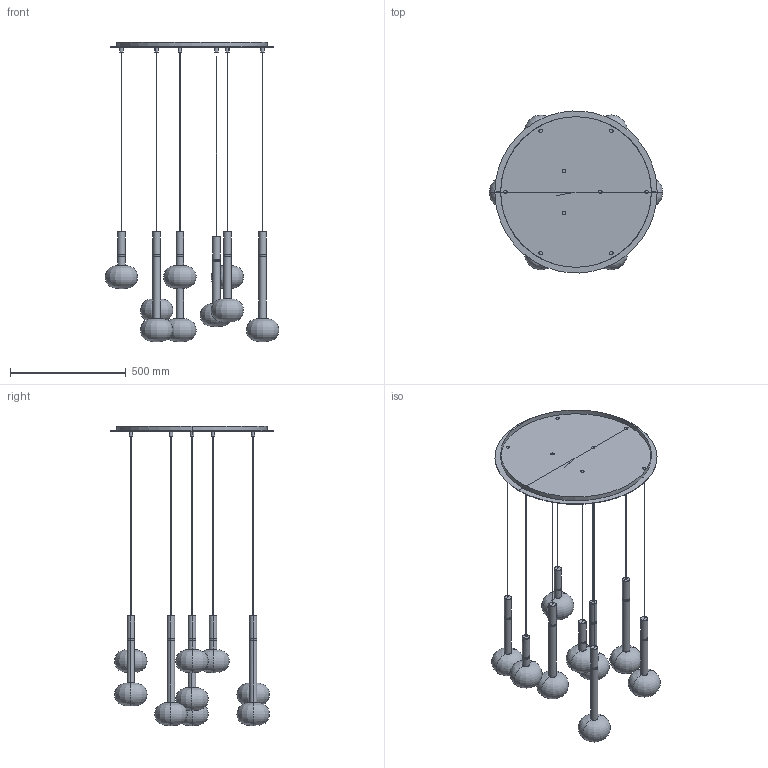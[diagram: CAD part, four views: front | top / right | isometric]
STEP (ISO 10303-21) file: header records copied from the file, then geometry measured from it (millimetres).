
FILE_DESCRIPTION(/* description */ (''),/* implementation_level */ '2;1');
FILE_NAME(/* name */ '1744.234.Kit_Mose',/* time_stamp */ '2022-09-14T17:17:04+02:00',/* author */ (''),/* organization */ (''),/* preprocessor_version */ 'ST-DEVELOPER v16.5',/* originating_system */ '',/* authorisation */ '');
FILE_SCHEMA (('CONFIG_CONTROL_DESIGN'));
Length unit declared in the file: millimetre
Products named in the file (1): Document
Bounding box: 749.92 x 699.4 x 1291.96 mm (x, y, z)
Volume: 12167255 mm3; surface area: 1292288.4 mm2
Topology: 36 solids, 55 shells, 287 faces, 558 edges, 315 vertices
Faces by surface type: bspline 112, plane 99, cylinder 76
Entity records: 10127 total; most frequent: CARTESIAN_POINT 6457, ORIENTED_EDGE 984, EDGE_CURVE 520, VERTEX_POINT 315, ADVANCED_FACE 287, FACE_OUTER_BOUND 287, EDGE_LOOP 287, B_SPLINE_CURVE_WITH_KNOTS 188
